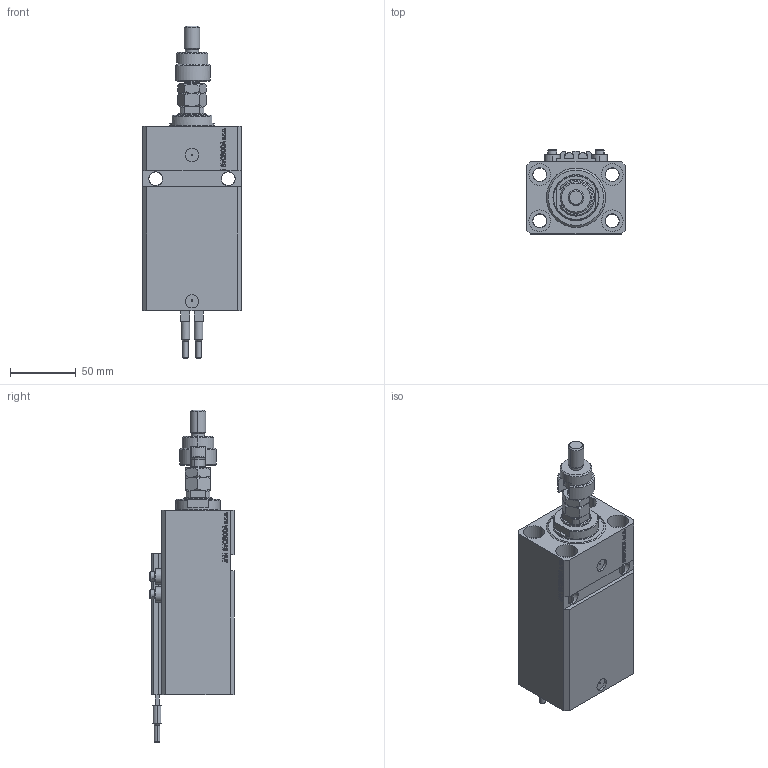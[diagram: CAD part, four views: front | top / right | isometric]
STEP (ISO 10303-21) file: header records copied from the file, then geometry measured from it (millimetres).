
FILE_DESCRIPTION (( 'STEP AP203' ), '1' );
FILE_NAME ('18f3.STEP', '2022-04-09T14:06:18', ( '' ), ( '' ), 'SwSTEP 2.0', 'SolidWorks 2019', '' );
FILE_SCHEMA (( 'CONFIG_CONTROL_DESIGN' ));
Length unit declared in the file: millimetre
Products named in the file (9): V250CE_VC_E b06f200e18d3ea08d09ed78e7a570683; FEMALE_PART_FOR_DFA b06f200e18d3ea08d09ed78e7a570683; MFA b06f200e18d3ea08d09ed78e7a570683; V250CE_E_Body b06f200e18d3ea08d09ed78e7a570683; 18f3; ALLEN BOLT V250CE b06f200e18d3ea08d09ed78e7a570683; SWITCH_V250CE b06f200e18d3ea08d09ed78e7a570683; V250CE_C_VCP b06f200e18d3ea08d09ed78e7a570683; DFA b06f200e18d3ea08d09ed78e7a570683
Assembly tree (12 placements, depth 3):
  18f3
    V250CE_E_Body b06f200e18d3ea08d09ed78e7a570683
    ALLEN BOLT V250CE b06f200e18d3ea08d09ed78e7a570683  x4
    V250CE_C_VCP b06f200e18d3ea08d09ed78e7a570683
    V250CE_VC_E b06f200e18d3ea08d09ed78e7a570683
    DFA b06f200e18d3ea08d09ed78e7a570683
      FEMALE_PART_FOR_DFA b06f200e18d3ea08d09ed78e7a570683
      MFA b06f200e18d3ea08d09ed78e7a570683
    SWITCH_V250CE b06f200e18d3ea08d09ed78e7a570683  x2
Bounding box: 75 x 64 x 251.9 mm (x, y, z)
Volume: 513087.9 mm3; surface area: 126259.4 mm2
Topology: 12 solids, 12 shells, 1201 faces, 2956 edges, 1895 vertices
Faces by surface type: plane 574, bspline 354, cylinder 151, cone 100, torus 22
Entity records: 50478 total; most frequent: CARTESIAN_POINT 25531, ORIENTED_EDGE 5494, DIRECTION 3783, EDGE_CURVE 2747, VERTEX_POINT 1781, LINE 1609, VECTOR 1609, EDGE_LOOP 1234
